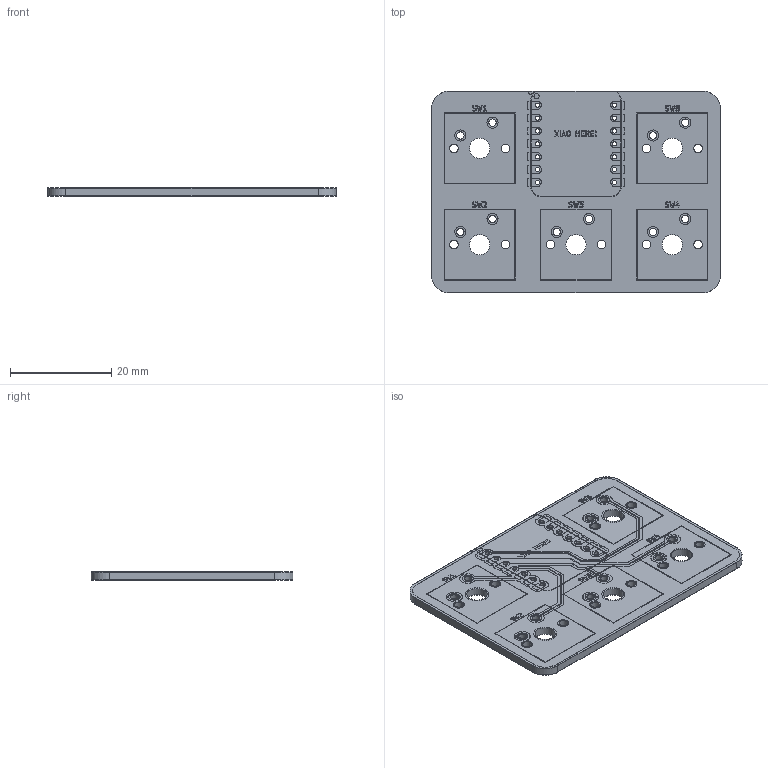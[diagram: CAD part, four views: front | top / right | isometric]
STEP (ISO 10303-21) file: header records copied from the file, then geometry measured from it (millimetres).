
FILE_DESCRIPTION(('KiCad electronic assembly'),'2;1');
FILE_NAME('cadpadPCB.step','2025-08-01T00:50:00',('Pcbnew'),('Kicad'), 'Open CASCADE STEP processor 7.6','KiCad to STEP converter','Unknown' );
FILE_SCHEMA(('AUTOMOTIVE_DESIGN { 1 0 10303 214 1 1 1 1 }'));
Length unit declared in the file: millimetre
Products named in the file (5): cadpadPCB 1; cadpadPCB_copper; cadpadPCB_silkscreen; cadpadPCB_soldermask; cadpadPCB_PCB
Assembly tree (4 placements, depth 2):
  cadpadPCB 1
    cadpadPCB_copper
    cadpadPCB_silkscreen
    cadpadPCB_soldermask
    cadpadPCB_PCB
Bounding box: 57.15 x 39.89 x 1.66 mm (x, y, z)
Volume: 3390.8 mm3; surface area: 16945.6 mm2
Topology: 15 solids, 72 shells, 1163 faces, 4475 edges, 3403 vertices
Faces by surface type: plane 737, cylinder 426
Full cylindrical faces by diameter (mm): 0.839 x14, 0.889 x28, 1.45 x10, 1.5 x20, 1.524 x14, 1.7 x10, 2.2 x20, 2.208 x9, 3.211 x5, 4 x5, 4.511 x10
Entity records: 49128 total; most frequent: CARTESIAN_POINT 9046, DIRECTION 8147, ORIENTED_EDGE 7691, EDGE_CURVE 4475, VERTEX_POINT 3403, LINE 3139, VECTOR 3139, AXIS2_PLACEMENT_3D 2504
